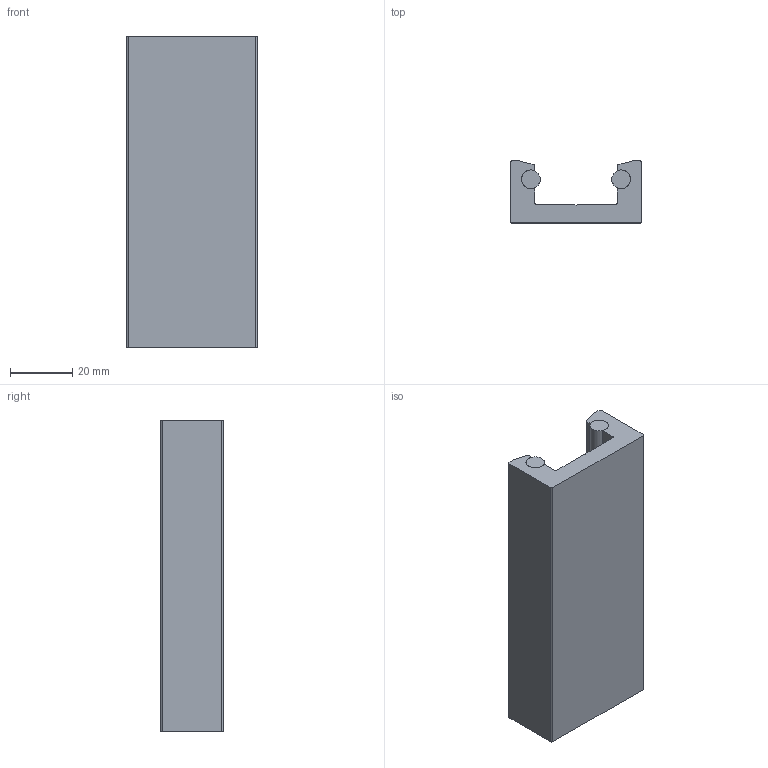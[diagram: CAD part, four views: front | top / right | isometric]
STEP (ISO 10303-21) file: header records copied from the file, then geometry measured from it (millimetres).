
FILE_DESCRIPTION(/* description */ ('GUIDA LINEARE IL42 COMPLETA DI TONDINO'),/* implementation_level */ '2;1');
FILE_NAME(/* name */ 'BPRGD0000014.stp',/* time_stamp */ '2022-07-26T16:31:34+02:00',/* author */ ('tecnico3.vi'),/* organization */ (''),/* preprocessor_version */ 'ST-DEVELOPER v18.1',/* originating_system */ 'Autodesk Inventor 2022',/* authorisation */ '');
FILE_SCHEMA (('AUTOMOTIVE_DESIGN { 1 0 10303 214 3 1 1 }'));
Length unit declared in the file: millimetre
Products named in the file (3): 01.IL42.00; 958510004026; 958510004027
Assembly tree (3 placements, depth 2):
  01.IL42.00
    958510004026
    958510004027  x2
Bounding box: 42 x 20 x 100 mm (x, y, z)
Volume: 47495.7 mm3; surface area: 20884.5 mm2
Topology: 3 solids, 3 shells, 33 faces, 81 edges, 54 vertices
Faces by surface type: plane 21, cylinder 12
Full cylindrical faces by diameter (mm): 6 x2
Entity records: 1048 total; most frequent: DIRECTION 172, CARTESIAN_POINT 166, ORIENTED_EDGE 156, EDGE_CURVE 78, AXIS2_PLACEMENT_3D 58, LINE 56, VECTOR 56, VERTEX_POINT 52
